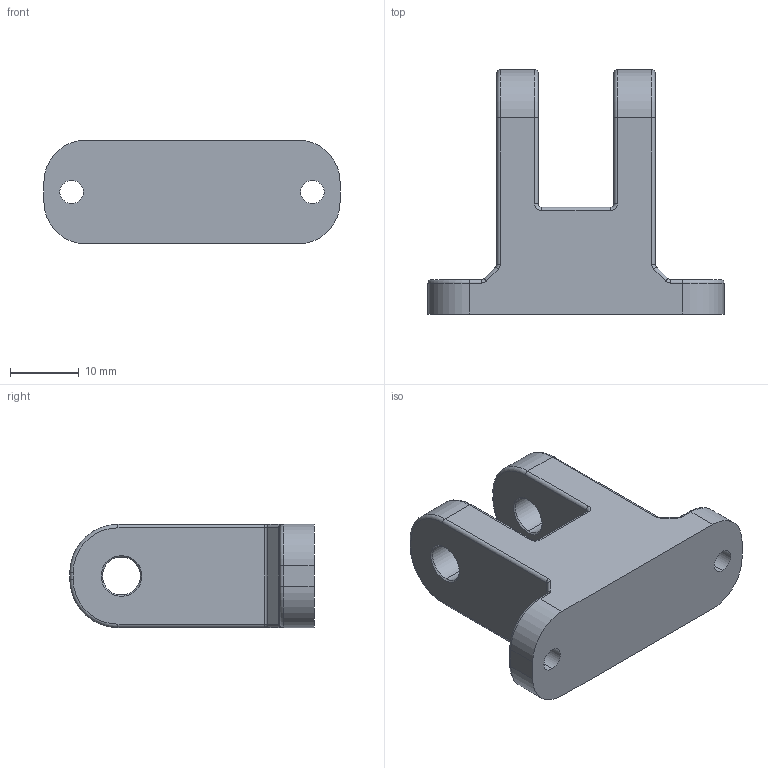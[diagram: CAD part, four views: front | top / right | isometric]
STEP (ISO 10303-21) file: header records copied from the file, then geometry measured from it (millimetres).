
FILE_DESCRIPTION (( 'STEP AP203' ), '1' );
FILE_NAME ('pulley stand_Default_sldprt.STEP', '2023-07-23T05:48:17', ( '' ), ( '' ), 'SwSTEP 2.0', 'SolidWorks 2020', '' );
FILE_SCHEMA (( 'CONFIG_CONTROL_DESIGN' ));
Length unit declared in the file: millimetre
Products named in the file (1): pulley stand_Default_sldprt
Bounding box: 43 x 35.5 x 15 mm (x, y, z)
Volume: 9708 mm3; surface area: 4148.9 mm2
Topology: 1 solids, 1 shells, 98 faces, 228 edges, 132 vertices
Faces by surface type: cylinder 46, torus 24, plane 16, cone 12
Entity records: 2873 total; most frequent: DIRECTION 554, CARTESIAN_POINT 459, ORIENTED_EDGE 456, EDGE_CURVE 228, AXIS2_PLACEMENT_3D 227, VERTEX_POINT 132, CIRCLE 128, EDGE_LOOP 106
